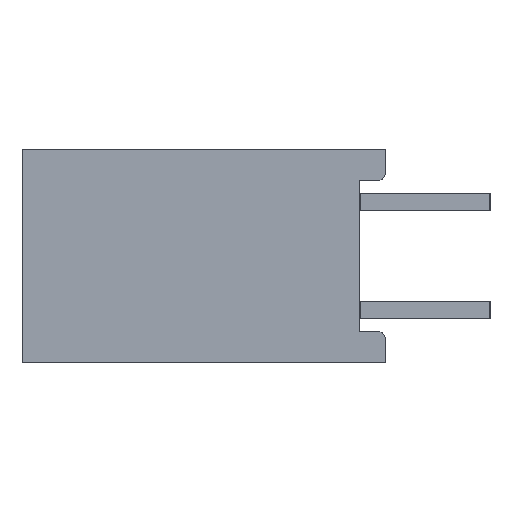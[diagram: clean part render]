
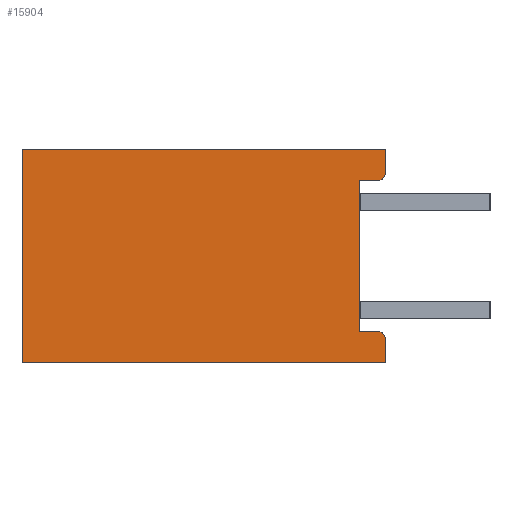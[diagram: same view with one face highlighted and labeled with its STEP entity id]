
A CAD part, left-side view. The second image highlights one B-rep face of the part: STEP entity #15904.
In plain terms, the highlighted planar face has unit normal (-1, 0, 0).
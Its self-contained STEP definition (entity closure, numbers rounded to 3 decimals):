
#123 = VERTEX_POINT ( 'NONE', #14681 ) ;
#1293 = DIRECTION ( 'NONE',  ( 1., 0., 0. ) ) ;
#2687 = EDGE_CURVE ( 'NONE', #13869, #10008, #3378, .T. ) ;
#3115 = CARTESIAN_POINT ( 'NONE',  ( -14.095, 8.5, -2.5 ) ) ;
#3378 = LINE ( 'NONE', #15078, #10215 ) ;
#3758 = CARTESIAN_POINT ( 'NONE',  ( -14.095, 0., 1.925 ) ) ;
#4045 = DIRECTION ( 'NONE',  ( 0., -1., 0. ) ) ;
#4623 = CIRCLE ( 'NONE', #18545, 0.15 ) ;
#5702 = LINE ( 'NONE', #15695, #6188 ) ;
#5886 = AXIS2_PLACEMENT_3D ( 'NONE', #7231, #1293, #22613 ) ;
#6166 = EDGE_CURVE ( 'NONE', #10396, #123, #22309, .T. ) ;
#6172 = EDGE_LOOP ( 'NONE', ( #9478, #24663, #23460, #18037, #14386, #25085, #7194, #11686, #14117, #23498 ) ) ;
#6188 = VECTOR ( 'NONE', #23391, 1000. ) ;
#6194 = DIRECTION ( 'NONE',  ( 0., -1., 0. ) ) ;
#7194 = ORIENTED_EDGE ( 'NONE', *, *, #17224, .T. ) ;
#7231 = CARTESIAN_POINT ( 'NONE',  ( -14.095, 4.177, 0. ) ) ;
#7261 = DIRECTION ( 'NONE',  ( 0., 0., 1. ) ) ;
#7610 = CARTESIAN_POINT ( 'NONE',  ( -14.095, 0.6, -1.775 ) ) ;
#8289 = CARTESIAN_POINT ( 'NONE',  ( -14.095, 0., -2.5 ) ) ;
#8669 = CARTESIAN_POINT ( 'NONE',  ( -14.095, 0.6, 1.775 ) ) ;
#9478 = ORIENTED_EDGE ( 'NONE', *, *, #15171, .T. ) ;
#9938 = LINE ( 'NONE', #3758, #13067 ) ;
#10008 = VERTEX_POINT ( 'NONE', #17459 ) ;
#10029 = EDGE_CURVE ( 'NONE', #10008, #16925, #5702, .T. ) ;
#10206 = LINE ( 'NONE', #23787, #15692 ) ;
#10215 = VECTOR ( 'NONE', #18758, 1000. ) ;
#10396 = VERTEX_POINT ( 'NONE', #13985 ) ;
#10757 = VERTEX_POINT ( 'NONE', #24602 ) ;
#11271 = AXIS2_PLACEMENT_3D ( 'NONE', #11799, #11922, #23708 ) ;
#11337 = DIRECTION ( 'NONE',  ( 0., 0., -1. ) ) ;
#11492 = LINE ( 'NONE', #17107, #20871 ) ;
#11686 = ORIENTED_EDGE ( 'NONE', *, *, #22500, .T. ) ;
#11799 = CARTESIAN_POINT ( 'NONE',  ( -14.095, 0.15, 1.925 ) ) ;
#11922 = DIRECTION ( 'NONE',  ( 1., 0., 0. ) ) ;
#13067 = VECTOR ( 'NONE', #15314, 1000. ) ;
#13869 = VERTEX_POINT ( 'NONE', #19207 ) ;
#13985 = CARTESIAN_POINT ( 'NONE',  ( -14.095, 0., 1.925 ) ) ;
#14117 = ORIENTED_EDGE ( 'NONE', *, *, #16896, .F. ) ;
#14361 = EDGE_CURVE ( 'NONE', #23745, #123, #15730, .T. ) ;
#14386 = ORIENTED_EDGE ( 'NONE', *, *, #2687, .T. ) ;
#14681 = CARTESIAN_POINT ( 'NONE',  ( -14.095, 0.15, 1.775 ) ) ;
#15078 = CARTESIAN_POINT ( 'NONE',  ( -14.095, 0., 2.5 ) ) ;
#15104 = CARTESIAN_POINT ( 'NONE',  ( -14.095, 0., -1.925 ) ) ;
#15171 = EDGE_CURVE ( 'NONE', #18334, #23745, #25173, .T. ) ;
#15314 = DIRECTION ( 'NONE',  ( 0., 0., 1. ) ) ;
#15692 = VECTOR ( 'NONE', #16080, 1000. ) ;
#15695 = CARTESIAN_POINT ( 'NONE',  ( -14.095, 8.5, 2.5 ) ) ;
#15730 = LINE ( 'NONE', #19168, #22997 ) ;
#15904 = ADVANCED_FACE ( 'NONE', ( #18865 ), #16581, .F. ) ;
#16080 = DIRECTION ( 'NONE',  ( 0., 1., 0. ) ) ;
#16581 = PLANE ( 'NONE',  #5886 ) ;
#16759 = VERTEX_POINT ( 'NONE', #8289 ) ;
#16817 = EDGE_CURVE ( 'NONE', #10757, #18334, #10206, .T. ) ;
#16896 = EDGE_CURVE ( 'NONE', #10757, #20120, #4623, .T. ) ;
#16925 = VERTEX_POINT ( 'NONE', #3115 ) ;
#17107 = CARTESIAN_POINT ( 'NONE',  ( -14.095, 0., -2.5 ) ) ;
#17224 = EDGE_CURVE ( 'NONE', #16925, #16759, #18083, .T. ) ;
#17459 = CARTESIAN_POINT ( 'NONE',  ( -14.095, 8.5, 2.5 ) ) ;
#18037 = ORIENTED_EDGE ( 'NONE', *, *, #25070, .T. ) ;
#18083 = LINE ( 'NONE', #19767, #19802 ) ;
#18177 = CARTESIAN_POINT ( 'NONE',  ( -14.095, 0.6, -1.775 ) ) ;
#18334 = VERTEX_POINT ( 'NONE', #18177 ) ;
#18545 = AXIS2_PLACEMENT_3D ( 'NONE', #24677, #21061, #11337 ) ;
#18758 = DIRECTION ( 'NONE',  ( 0., 1., 0. ) ) ;
#18865 = FACE_OUTER_BOUND ( 'NONE', #6172, .T. ) ;
#19168 = CARTESIAN_POINT ( 'NONE',  ( -14.095, 0.6, 1.775 ) ) ;
#19207 = CARTESIAN_POINT ( 'NONE',  ( -14.095, 0., 2.5 ) ) ;
#19767 = CARTESIAN_POINT ( 'NONE',  ( -14.095, 8.5, -2.5 ) ) ;
#19802 = VECTOR ( 'NONE', #6194, 1000. ) ;
#20120 = VERTEX_POINT ( 'NONE', #15104 ) ;
#20871 = VECTOR ( 'NONE', #7261, 1000. ) ;
#21061 = DIRECTION ( 'NONE',  ( 1., 0., 0. ) ) ;
#21408 = VECTOR ( 'NONE', #24481, 1000. ) ;
#22309 = CIRCLE ( 'NONE', #11271, 0.15 ) ;
#22500 = EDGE_CURVE ( 'NONE', #16759, #20120, #11492, .T. ) ;
#22613 = DIRECTION ( 'NONE',  ( 0., 0., 1. ) ) ;
#22997 = VECTOR ( 'NONE', #4045, 1000. ) ;
#23391 = DIRECTION ( 'NONE',  ( 0., 0., -1. ) ) ;
#23460 = ORIENTED_EDGE ( 'NONE', *, *, #6166, .F. ) ;
#23498 = ORIENTED_EDGE ( 'NONE', *, *, #16817, .T. ) ;
#23708 = DIRECTION ( 'NONE',  ( 0., 0., -1. ) ) ;
#23745 = VERTEX_POINT ( 'NONE', #8669 ) ;
#23787 = CARTESIAN_POINT ( 'NONE',  ( -14.095, 0.15, -1.775 ) ) ;
#24481 = DIRECTION ( 'NONE',  ( 0., 0., 1. ) ) ;
#24602 = CARTESIAN_POINT ( 'NONE',  ( -14.095, 0.15, -1.775 ) ) ;
#24663 = ORIENTED_EDGE ( 'NONE', *, *, #14361, .T. ) ;
#24677 = CARTESIAN_POINT ( 'NONE',  ( -14.095, 0.15, -1.925 ) ) ;
#25070 = EDGE_CURVE ( 'NONE', #10396, #13869, #9938, .T. ) ;
#25085 = ORIENTED_EDGE ( 'NONE', *, *, #10029, .T. ) ;
#25173 = LINE ( 'NONE', #7610, #21408 ) ;
